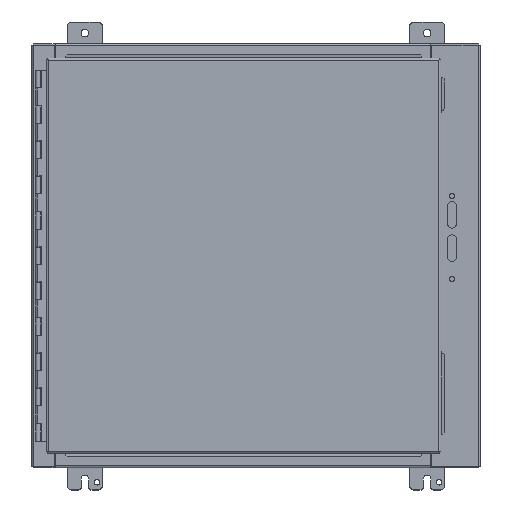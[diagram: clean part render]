
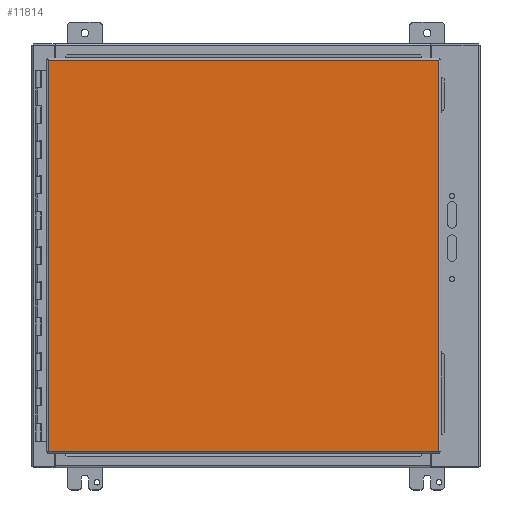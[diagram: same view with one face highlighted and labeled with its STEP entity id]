
A CAD part, top view. The second image highlights one B-rep face of the part: STEP entity #11814.
In plain terms, the highlighted planar face has unit normal (0, 0, 1).
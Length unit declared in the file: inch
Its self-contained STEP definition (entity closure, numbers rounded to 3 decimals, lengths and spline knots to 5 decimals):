
#1408=FACE_OUTER_BOUND('',#2080,.T.);
#2080=EDGE_LOOP('',(#9730,#9731,#9732,#9733));
#3203=LINE('',#19352,#4346);
#3209=LINE('',#19433,#4352);
#3215=LINE('',#19515,#4358);
#3222=LINE('',#19596,#4365);
#4346=VECTOR('',#15468,22.1645);
#4352=VECTOR('',#15482,22.13325);
#4358=VECTOR('',#15496,22.1645);
#4365=VECTOR('',#15513,22.13325);
#5323=VERTEX_POINT('',#19343);
#5324=VERTEX_POINT('',#19351);
#5327=VERTEX_POINT('',#19425);
#5331=VERTEX_POINT('',#19507);
#6795=EDGE_CURVE('',#5324,#5323,#3203,.T.);
#6805=EDGE_CURVE('',#5323,#5327,#3209,.T.);
#6815=EDGE_CURVE('',#5327,#5331,#3215,.T.);
#6826=EDGE_CURVE('',#5331,#5324,#3222,.T.);
#9730=ORIENTED_EDGE('',*,*,#6795,.T.);
#9731=ORIENTED_EDGE('',*,*,#6805,.T.);
#9732=ORIENTED_EDGE('',*,*,#6815,.T.);
#9733=ORIENTED_EDGE('',*,*,#6826,.T.);
#10709=PLANE('',#12725);
#11814=ADVANCED_FACE('',(#1408),#10709,.T.);
#12725=AXIS2_PLACEMENT_3D('',#19664,#15523,#15524);
#15468=DIRECTION('',(0.,1.,0.));
#15482=DIRECTION('',(-1.,0.,0.));
#15496=DIRECTION('',(0.,-1.,0.));
#15513=DIRECTION('',(1.,0.,0.));
#15523=DIRECTION('center_axis',(0.,0.,1.));
#15524=DIRECTION('ref_axis',(1.,0.,0.));
#19343=CARTESIAN_POINT('',(22.2385,22.26975,0.074));
#19351=CARTESIAN_POINT('',(22.2385,0.10525,0.074));
#19352=CARTESIAN_POINT('',(22.2385,5.64638,0.074));
#19425=CARTESIAN_POINT('',(0.10525,22.26975,0.074));
#19433=CARTESIAN_POINT('',(16.70519,22.26975,0.074));
#19507=CARTESIAN_POINT('',(0.10525,0.10525,0.074));
#19515=CARTESIAN_POINT('',(0.10525,16.72863,0.074));
#19596=CARTESIAN_POINT('',(5.63856,0.10525,0.074));
#19664=CARTESIAN_POINT('Origin',(11.17188,11.1875,0.074));
